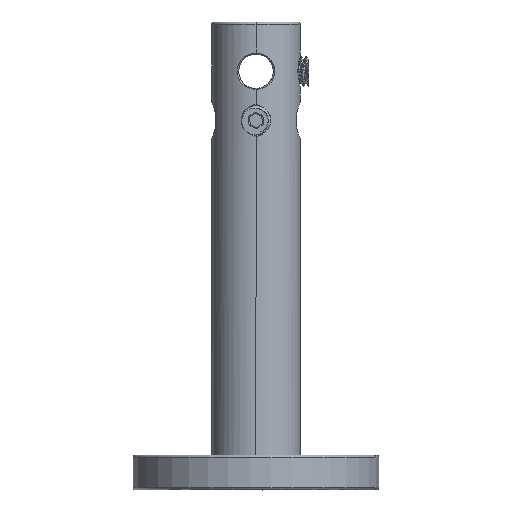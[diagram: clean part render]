
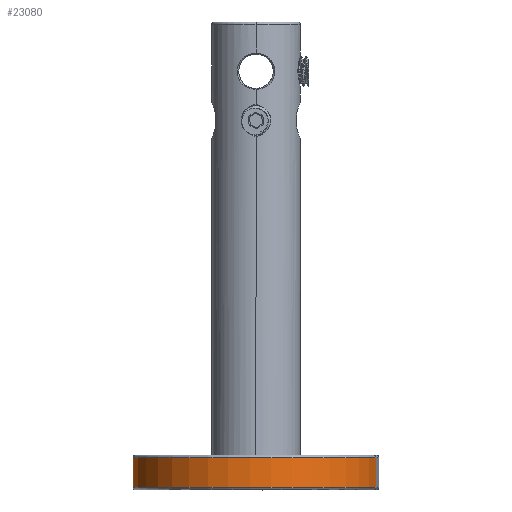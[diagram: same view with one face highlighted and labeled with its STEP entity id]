
A CAD part, top view. The second image highlights one B-rep face of the part: STEP entity #23080.
In plain terms, the highlighted cylindrical face has radius 25 mm (diameter 50 mm), a partial arc.
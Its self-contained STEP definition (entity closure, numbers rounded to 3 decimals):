
#99 = LINE ( 'NONE', #5601, #14791 ) ;
#218 = DIRECTION ( 'NONE',  ( 0., -1., 0. ) ) ;
#584 = CYLINDRICAL_SURFACE ( 'NONE', #13771, 25. ) ;
#1714 = CARTESIAN_POINT ( 'NONE',  ( 0., -3., 25. ) ) ;
#2434 = VERTEX_POINT ( 'NONE', #10243 ) ;
#3041 = VERTEX_POINT ( 'NONE', #1714 ) ;
#3119 = AXIS2_PLACEMENT_3D ( 'NONE', #3402, #11914, #10500 ) ;
#3402 = CARTESIAN_POINT ( 'NONE',  ( 0., -3., 0. ) ) ;
#3425 = CARTESIAN_POINT ( 'NONE',  ( 0., -3., -25. ) ) ;
#3488 = CIRCLE ( 'NONE', #3119, 25. ) ;
#4944 = DIRECTION ( 'NONE',  ( 0., 0., 1. ) ) ;
#5340 = EDGE_LOOP ( 'NONE', ( #20151, #22074, #13966, #15297 ) ) ;
#5601 = CARTESIAN_POINT ( 'NONE',  ( 0., 3.5, 25. ) ) ;
#6469 = DIRECTION ( 'NONE',  ( 0., -1., 0. ) ) ;
#6691 = DIRECTION ( 'NONE',  ( 0., -1., 0. ) ) ;
#8202 = LINE ( 'NONE', #22574, #17417 ) ;
#9194 = EDGE_CURVE ( 'NONE', #3041, #17983, #3488, .T. ) ;
#10061 = CARTESIAN_POINT ( 'NONE',  ( 0., 3., 0. ) ) ;
#10243 = CARTESIAN_POINT ( 'NONE',  ( 0., 3., 25. ) ) ;
#10417 = CARTESIAN_POINT ( 'NONE',  ( 0., 3., -25. ) ) ;
#10500 = DIRECTION ( 'NONE',  ( 0., 0., 1. ) ) ;
#11421 = AXIS2_PLACEMENT_3D ( 'NONE', #10061, #6691, #4944 ) ;
#11914 = DIRECTION ( 'NONE',  ( 0., 1., 0. ) ) ;
#12724 = DIRECTION ( 'NONE',  ( 0., -1., 0. ) ) ;
#13771 = AXIS2_PLACEMENT_3D ( 'NONE', #19851, #12724, #16588 ) ;
#13966 = ORIENTED_EDGE ( 'NONE', *, *, #9194, .T. ) ;
#14371 = EDGE_CURVE ( 'NONE', #19804, #2434, #18427, .T. ) ;
#14791 = VECTOR ( 'NONE', #218, 1000. ) ;
#15297 = ORIENTED_EDGE ( 'NONE', *, *, #17482, .F. ) ;
#16232 = FACE_OUTER_BOUND ( 'NONE', #5340, .T. ) ;
#16588 = DIRECTION ( 'NONE',  ( 0., 0., -1. ) ) ;
#16817 = EDGE_CURVE ( 'NONE', #2434, #3041, #99, .T. ) ;
#17417 = VECTOR ( 'NONE', #6469, 1000. ) ;
#17482 = EDGE_CURVE ( 'NONE', #19804, #17983, #8202, .T. ) ;
#17983 = VERTEX_POINT ( 'NONE', #3425 ) ;
#18427 = CIRCLE ( 'NONE', #11421, 25. ) ;
#19804 = VERTEX_POINT ( 'NONE', #10417 ) ;
#19851 = CARTESIAN_POINT ( 'NONE',  ( 0., 3.5, 0. ) ) ;
#20151 = ORIENTED_EDGE ( 'NONE', *, *, #14371, .T. ) ;
#22074 = ORIENTED_EDGE ( 'NONE', *, *, #16817, .T. ) ;
#22574 = CARTESIAN_POINT ( 'NONE',  ( 0., 3.5, -25. ) ) ;
#23080 = ADVANCED_FACE ( 'NONE', ( #16232 ), #584, .T. ) ;
